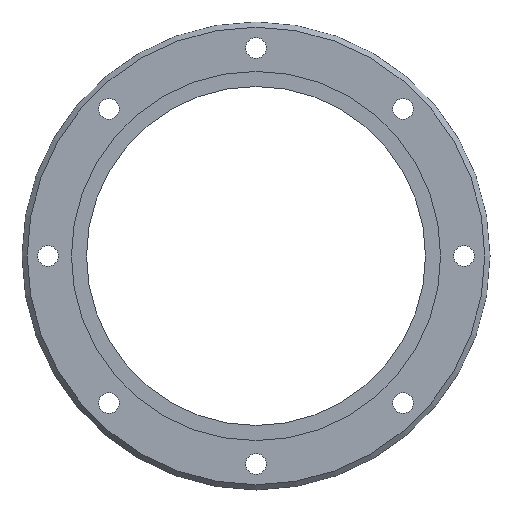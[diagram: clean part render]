
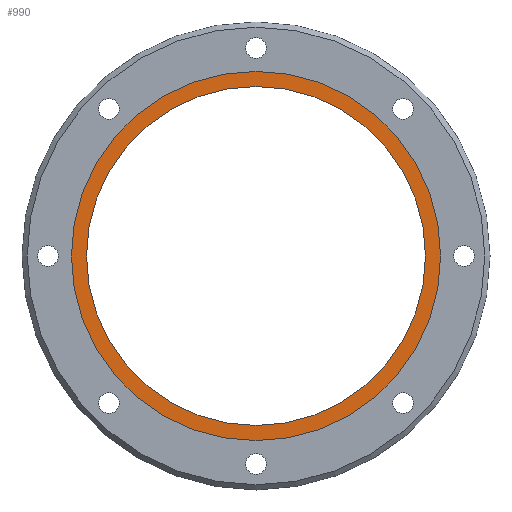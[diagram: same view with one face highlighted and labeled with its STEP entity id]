
A CAD part, front view. The second image highlights one B-rep face of the part: STEP entity #990.
In plain terms, the highlighted planar face has unit normal (0, -1, 0).
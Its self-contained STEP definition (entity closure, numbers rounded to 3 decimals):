
#2 = EDGE_LOOP ( 'NONE', ( #911, #428 ) ) ;
#17 = DIRECTION ( 'NONE',  ( 0., 0., -1. ) ) ;
#31 = DIRECTION ( 'NONE',  ( 0., 0., -1. ) ) ;
#61 = CARTESIAN_POINT ( 'NONE',  ( 0., -2., -35.5 ) ) ;
#107 = DIRECTION ( 'NONE',  ( 0., -1., 0. ) ) ;
#149 = VERTEX_POINT ( 'NONE', #1029 ) ;
#264 = VERTEX_POINT ( 'NONE', #61 ) ;
#267 = CARTESIAN_POINT ( 'NONE',  ( 0., -2., 0. ) ) ;
#279 = FACE_BOUND ( 'NONE', #392, .T. ) ;
#323 = CARTESIAN_POINT ( 'NONE',  ( 0., -2., 32.6 ) ) ;
#344 = DIRECTION ( 'NONE',  ( 0., 0., -1. ) ) ;
#373 = AXIS2_PLACEMENT_3D ( 'NONE', #609, #1021, #17 ) ;
#392 = EDGE_LOOP ( 'NONE', ( #819, #811 ) ) ;
#396 = DIRECTION ( 'NONE',  ( 0., 0., -1. ) ) ;
#428 = ORIENTED_EDGE ( 'NONE', *, *, #773, .T. ) ;
#439 = EDGE_CURVE ( 'NONE', #149, #264, #648, .T. ) ;
#444 = DIRECTION ( 'NONE',  ( 0., -1., 0. ) ) ;
#454 = PLANE ( 'NONE',  #602 ) ;
#475 = CARTESIAN_POINT ( 'NONE',  ( 0., -2., 0. ) ) ;
#478 = EDGE_CURVE ( 'NONE', #921, #965, #845, .T. ) ;
#542 = CARTESIAN_POINT ( 'NONE',  ( 0., -2., 0. ) ) ;
#568 = CIRCLE ( 'NONE', #955, 32.6 ) ;
#577 = EDGE_CURVE ( 'NONE', #965, #921, #568, .T. ) ;
#602 = AXIS2_PLACEMENT_3D ( 'NONE', #267, #107, #31 ) ;
#609 = CARTESIAN_POINT ( 'NONE',  ( 0., -2., 0. ) ) ;
#648 = CIRCLE ( 'NONE', #373, 35.5 ) ;
#755 = DIRECTION ( 'NONE',  ( 0., -1., 0. ) ) ;
#773 = EDGE_CURVE ( 'NONE', #264, #149, #1010, .T. ) ;
#778 = FACE_OUTER_BOUND ( 'NONE', #2, .T. ) ;
#804 = AXIS2_PLACEMENT_3D ( 'NONE', #475, #1060, #396 ) ;
#811 = ORIENTED_EDGE ( 'NONE', *, *, #478, .F. ) ;
#819 = ORIENTED_EDGE ( 'NONE', *, *, #577, .F. ) ;
#831 = CARTESIAN_POINT ( 'NONE',  ( 0., -2., 0. ) ) ;
#845 = CIRCLE ( 'NONE', #1025, 32.6 ) ;
#861 = DIRECTION ( 'NONE',  ( 0., 0., -1. ) ) ;
#911 = ORIENTED_EDGE ( 'NONE', *, *, #439, .T. ) ;
#921 = VERTEX_POINT ( 'NONE', #323 ) ;
#924 = CARTESIAN_POINT ( 'NONE',  ( 0., -2., -32.6 ) ) ;
#955 = AXIS2_PLACEMENT_3D ( 'NONE', #831, #755, #344 ) ;
#965 = VERTEX_POINT ( 'NONE', #924 ) ;
#990 = ADVANCED_FACE ( 'NONE', ( #778, #279 ), #454, .T. ) ;
#1010 = CIRCLE ( 'NONE', #804, 35.5 ) ;
#1021 = DIRECTION ( 'NONE',  ( 0., -1., 0. ) ) ;
#1025 = AXIS2_PLACEMENT_3D ( 'NONE', #542, #444, #861 ) ;
#1029 = CARTESIAN_POINT ( 'NONE',  ( 0., -2., 35.5 ) ) ;
#1060 = DIRECTION ( 'NONE',  ( 0., -1., 0. ) ) ;
